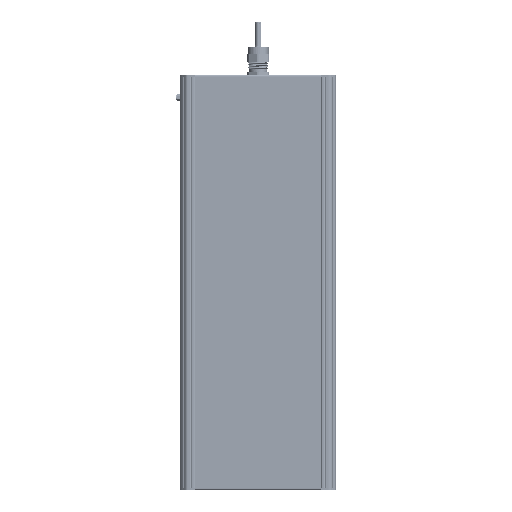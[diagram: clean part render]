
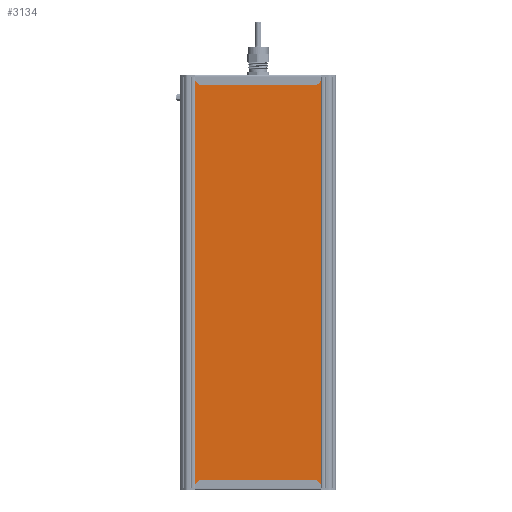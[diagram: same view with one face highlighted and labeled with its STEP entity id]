
A CAD part, front view. The second image highlights one B-rep face of the part: STEP entity #3134.
In plain terms, the highlighted face is planar.
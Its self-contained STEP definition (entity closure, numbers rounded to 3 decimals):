
#3134=ADVANCED_FACE('',(#7270),#7272,.T.);
#7270=FACE_BOUND('',#7271,.T.);
#7271=EDGE_LOOP('',(#35818,#35819,#35820,#35821));
#7272=PLANE('',#7273);
#7273=AXIS2_PLACEMENT_3D('',#7274,#7275,#7276);
#7274=CARTESIAN_POINT('',(2111.497,401.002,-34.582));
#7275=DIRECTION('',(0.,0.,-1.));
#7276=DIRECTION('',(0.,1.,0.));
#35818=ORIENTED_EDGE('',*,*,#40268,.F.);
#35819=ORIENTED_EDGE('',*,*,#40267,.T.);
#35820=ORIENTED_EDGE('',*,*,#40269,.F.);
#35821=ORIENTED_EDGE('',*,*,#40259,.F.);
#40259=EDGE_CURVE('',#43921,#43924,#43925,.T.);
#40267=EDGE_CURVE('',#43934,#43936,#43938,.T.);
#40268=EDGE_CURVE('',#43934,#43921,#43939,.T.);
#40269=EDGE_CURVE('',#43924,#43936,#43940,.T.);
#43921=VERTEX_POINT('',#51933);
#43924=VERTEX_POINT('',#51938);
#43925=LINE('',#51939,#51940);
#43934=VERTEX_POINT('',#51960);
#43936=VERTEX_POINT('',#51964);
#43938=LINE('',#51968,#51969);
#43939=LINE('',#51971,#51972);
#43940=LINE('',#51974,#51975);
#51933=CARTESIAN_POINT('',(2111.497,401.002,-34.582));
#51938=CARTESIAN_POINT('',(2607.497,401.002,-34.582));
#51939=CARTESIAN_POINT('',(2111.497,401.002,-34.582));
#51940=VECTOR('',#51941,1.);
#51941=DIRECTION('',(1.,0.,0.));
#51960=CARTESIAN_POINT('',(2111.497,565.13,-34.582));
#51964=CARTESIAN_POINT('',(2607.497,565.13,-34.582));
#51968=CARTESIAN_POINT('',(2111.497,565.13,-34.582));
#51969=VECTOR('',#51970,1.);
#51970=DIRECTION('',(1.,0.,0.));
#51971=CARTESIAN_POINT('',(2111.497,565.13,-34.582));
#51972=VECTOR('',#51973,1.);
#51973=DIRECTION('',(0.,-1.,0.));
#51974=CARTESIAN_POINT('',(2607.497,401.002,-34.582));
#51975=VECTOR('',#51976,1.);
#51976=DIRECTION('',(0.,1.,0.));
